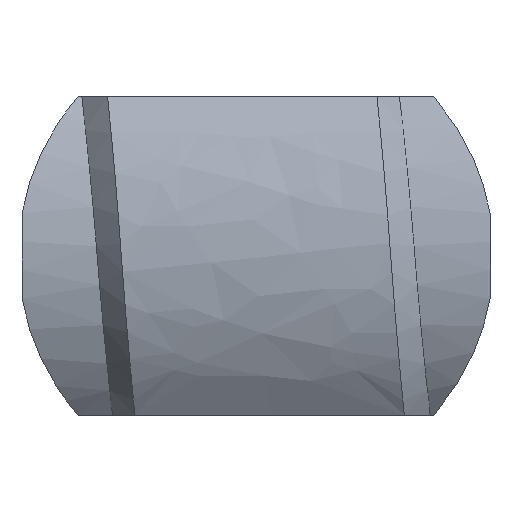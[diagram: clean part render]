
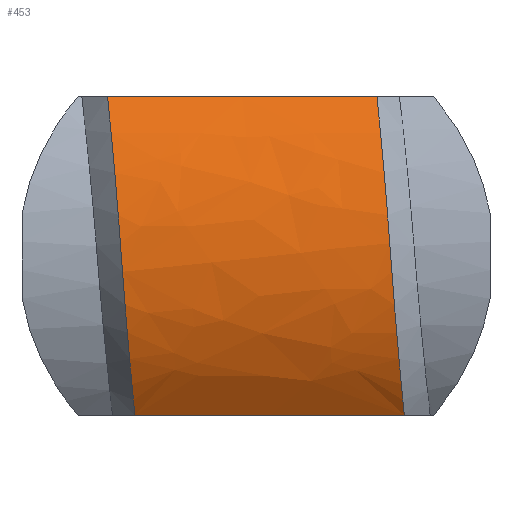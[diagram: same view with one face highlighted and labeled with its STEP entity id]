
A CAD part, top view. The second image highlights one B-rep face of the part: STEP entity #453.
In plain terms, the highlighted face is a extrusion surface.
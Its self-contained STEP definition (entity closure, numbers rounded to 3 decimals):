
#453 = ADVANCED_FACE( '', ( #544 ), #545, .T. );
#544 = FACE_OUTER_BOUND( '', #595, .T. );
#545 = SURFACE_OF_LINEAR_EXTRUSION( '', #596, #597 );
#566 = EDGE_CURVE( '', #629, #631, #632, .T. );
#581 = EDGE_CURVE( '', #654, #652, #655, .T. );
#595 = EDGE_LOOP( '', ( #684, #685, #686, #687, #688, #689, #690, #691 ) );
#596 = ELLIPSE( '', #692, 5.503, 5.5 );
#597 = VECTOR( '', #693, 1000. );
#629 = VERTEX_POINT( '', #756 );
#631 = VERTEX_POINT( '', #761 );
#632 = B_SPLINE_CURVE_WITH_KNOTS( '', 3, ( #762, #763, #764, #765, #766, #767, #768, #769, #770, #771, #772, #773 ), .UNSPECIFIED., .F., .F., ( 4, 2, 2, 2, 2, 4 ), ( 0., 0.001, 0.002, 0.004, 0.005, 0.007 ), .UNSPECIFIED. );
#652 = VERTEX_POINT( '', #812 );
#654 = VERTEX_POINT( '', #817 );
#655 = B_SPLINE_CURVE_WITH_KNOTS( '', 3, ( #818, #819, #820, #821, #822, #823, #824, #825, #826, #827, #828, #829 ), .UNSPECIFIED., .F., .F., ( 4, 2, 2, 2, 2, 4 ), ( 0., 0.001, 0.002, 0.004, 0.005, 0.007 ), .UNSPECIFIED. );
#684 = ORIENTED_EDGE( '', *, *, #853, .T. );
#685 = ORIENTED_EDGE( '', *, *, #854, .F. );
#686 = ORIENTED_EDGE( '', *, *, #566, .F. );
#687 = ORIENTED_EDGE( '', *, *, #852, .T. );
#688 = ORIENTED_EDGE( '', *, *, #851, .F. );
#689 = ORIENTED_EDGE( '', *, *, #850, .F. );
#690 = ORIENTED_EDGE( '', *, *, #581, .T. );
#691 = ORIENTED_EDGE( '', *, *, #855, .F. );
#692 = AXIS2_PLACEMENT_3D( '', #856, #857, #858 );
#693 = DIRECTION( '', ( -1., 0., 0. ) );
#756 = CARTESIAN_POINT( '', ( 2.508, 3.3, 4.399 ) );
#761 = CARTESIAN_POINT( '', ( 3.076, -3.3, 4.399 ) );
#762 = CARTESIAN_POINT( '', ( 2.508, 3.3, 4.399 ) );
#763 = CARTESIAN_POINT( '', ( 2.532, 3.063, 4.577 ) );
#764 = CARTESIAN_POINT( '', ( 2.557, 2.815, 4.734 ) );
#765 = CARTESIAN_POINT( '', ( 2.605, 2.296, 5.006 ) );
#766 = CARTESIAN_POINT( '', ( 2.63, 2.023, 5.123 ) );
#767 = CARTESIAN_POINT( '', ( 2.702, 1.184, 5.403 ) );
#768 = CARTESIAN_POINT( '', ( 2.749, 0.592, 5.5 ) );
#769 = CARTESIAN_POINT( '', ( 2.834, -0.589, 5.5 ) );
#770 = CARTESIAN_POINT( '', ( 2.881, -1.179, 5.404 ) );
#771 = CARTESIAN_POINT( '', ( 2.977, -2.299, 5.031 ) );
#772 = CARTESIAN_POINT( '', ( 3.027, -2.827, 4.755 ) );
#773 = CARTESIAN_POINT( '', ( 3.076, -3.3, 4.399 ) );
#812 = CARTESIAN_POINT( '', ( -2.508, -3.3, 4.399 ) );
#817 = CARTESIAN_POINT( '', ( -3.076, 3.3, 4.399 ) );
#818 = CARTESIAN_POINT( '', ( -3.076, 3.3, 4.399 ) );
#819 = CARTESIAN_POINT( '', ( -3.051, 3.063, 4.577 ) );
#820 = CARTESIAN_POINT( '', ( -3.027, 2.815, 4.734 ) );
#821 = CARTESIAN_POINT( '', ( -2.978, 2.296, 5.006 ) );
#822 = CARTESIAN_POINT( '', ( -2.953, 2.023, 5.123 ) );
#823 = CARTESIAN_POINT( '', ( -2.881, 1.184, 5.403 ) );
#824 = CARTESIAN_POINT( '', ( -2.834, 0.593, 5.5 ) );
#825 = CARTESIAN_POINT( '', ( -2.749, -0.588, 5.5 ) );
#826 = CARTESIAN_POINT( '', ( -2.702, -1.179, 5.404 ) );
#827 = CARTESIAN_POINT( '', ( -2.606, -2.299, 5.031 ) );
#828 = CARTESIAN_POINT( '', ( -2.557, -2.827, 4.755 ) );
#829 = CARTESIAN_POINT( '', ( -2.508, -3.3, 4.399 ) );
#850 = EDGE_CURVE( '', #654, #905, #906, .T. );
#851 = EDGE_CURVE( '', #905, #907, #908, .T. );
#852 = EDGE_CURVE( '', #629, #907, #909, .T. );
#853 = EDGE_CURVE( '', #910, #911, #912, .T. );
#854 = EDGE_CURVE( '', #631, #911, #913, .T. );
#855 = EDGE_CURVE( '', #910, #652, #914, .T. );
#856 = CARTESIAN_POINT( '', ( 12.293, 0., -0.003 ) );
#857 = DIRECTION( '', ( -1., 0., 0. ) );
#858 = DIRECTION( '', ( 0., 0., -1. ) );
#905 = VERTEX_POINT( '', #915 );
#906 = LINE( '', #916, #917 );
#907 = VERTEX_POINT( '', #918 );
#908 = B_SPLINE_CURVE_WITH_KNOTS( '', 1, ( #919, #920 ), .UNSPECIFIED., .F., .F., ( 2, 2 ), ( 0., 1. ), .UNSPECIFIED. );
#909 = LINE( '', #921, #922 );
#910 = VERTEX_POINT( '', #923 );
#911 = VERTEX_POINT( '', #924 );
#912 = B_SPLINE_CURVE_WITH_KNOTS( '', 1, ( #925, #926 ), .UNSPECIFIED., .F., .F., ( 2, 2 ), ( 0., 1. ), .UNSPECIFIED. );
#913 = LINE( '', #927, #928 );
#914 = LINE( '', #929, #930 );
#915 = CARTESIAN_POINT( '', ( -0.293, 3.3, 4.399 ) );
#916 = CARTESIAN_POINT( '', ( -12.293, 3.3, 4.399 ) );
#917 = VECTOR( '', #931, 1000. );
#918 = CARTESIAN_POINT( '', ( -0.275, 3.3, 4.399 ) );
#919 = CARTESIAN_POINT( '', ( -0.293, 3.3, 4.399 ) );
#920 = CARTESIAN_POINT( '', ( -0.275, 3.3, 4.399 ) );
#921 = CARTESIAN_POINT( '', ( 12.293, 3.3, 4.399 ) );
#922 = VECTOR( '', #932, 1000. );
#923 = CARTESIAN_POINT( '', ( 0.275, -3.3, 4.399 ) );
#924 = CARTESIAN_POINT( '', ( 0.293, -3.3, 4.399 ) );
#925 = CARTESIAN_POINT( '', ( 0.275, -3.3, 4.399 ) );
#926 = CARTESIAN_POINT( '', ( 0.293, -3.3, 4.399 ) );
#927 = CARTESIAN_POINT( '', ( 12.293, -3.3, 4.399 ) );
#928 = VECTOR( '', #933, 1000. );
#929 = CARTESIAN_POINT( '', ( 12.293, -3.3, 4.399 ) );
#930 = VECTOR( '', #934, 1000. );
#931 = DIRECTION( '', ( 1., 0., 0. ) );
#932 = DIRECTION( '', ( -1., 0., 0. ) );
#933 = DIRECTION( '', ( -1., 0., 0. ) );
#934 = DIRECTION( '', ( -1., 0., 0. ) );
